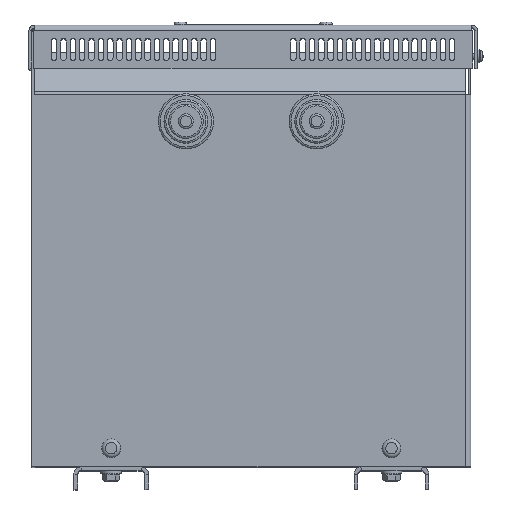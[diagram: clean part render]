
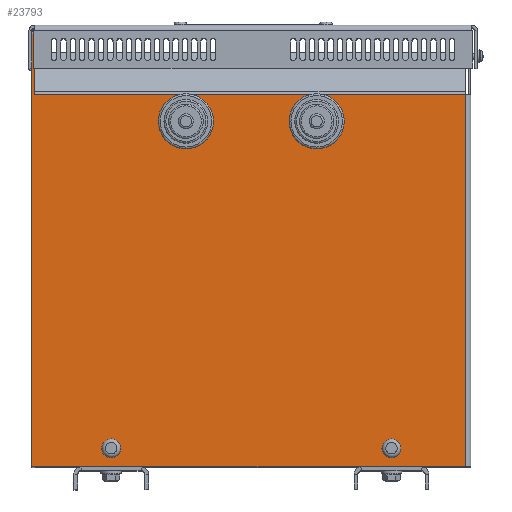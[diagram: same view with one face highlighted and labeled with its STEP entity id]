
A CAD part, top view. The second image highlights one B-rep face of the part: STEP entity #23793.
In plain terms, the highlighted planar face has unit normal (0, 0, 1).
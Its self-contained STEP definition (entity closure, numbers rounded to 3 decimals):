
#1921=LINE('',#38201,#4305);
#1931=LINE('',#38225,#4315);
#1932=LINE('',#38227,#4316);
#1933=LINE('',#38229,#4317);
#1934=LINE('',#38231,#4318);
#1935=LINE('',#38232,#4319);
#4305=VECTOR('',#30742,10.);
#4315=VECTOR('',#30770,10.);
#4316=VECTOR('',#30771,10.);
#4317=VECTOR('',#30772,10.);
#4318=VECTOR('',#30773,10.);
#4319=VECTOR('',#30774,10.);
#5742=PLANE('',#25985);
#6163=FACE_BOUND('',#8479,.T.);
#6164=FACE_BOUND('',#8480,.T.);
#6165=FACE_BOUND('',#8481,.T.);
#6166=FACE_BOUND('',#8482,.T.);
#7114=FACE_OUTER_BOUND('',#8478,.T.);
#8478=EDGE_LOOP('',(#19558,#19559,#19560,#19561,#19562,#19563));
#8479=EDGE_LOOP('',(#19564));
#8480=EDGE_LOOP('',(#19565));
#8481=EDGE_LOOP('',(#19566));
#8482=EDGE_LOOP('',(#19567));
#9735=CIRCLE('',#25986,11.);
#9736=CIRCLE('',#25987,11.);
#9737=CIRCLE('',#25988,2.5);
#9738=CIRCLE('',#25989,2.5);
#11487=VERTEX_POINT('',#38197);
#11488=VERTEX_POINT('',#38199);
#11493=VERTEX_POINT('',#38224);
#11494=VERTEX_POINT('',#38226);
#11495=VERTEX_POINT('',#38228);
#11496=VERTEX_POINT('',#38230);
#11497=VERTEX_POINT('',#38233);
#11498=VERTEX_POINT('',#38235);
#11499=VERTEX_POINT('',#38237);
#11500=VERTEX_POINT('',#38239);
#14351=EDGE_CURVE('',#11487,#11488,#1921,.T.);
#14363=EDGE_CURVE('',#11493,#11488,#1931,.T.);
#14364=EDGE_CURVE('',#11494,#11493,#1932,.T.);
#14365=EDGE_CURVE('',#11494,#11495,#1933,.T.);
#14366=EDGE_CURVE('',#11495,#11496,#1934,.T.);
#14367=EDGE_CURVE('',#11496,#11487,#1935,.T.);
#14368=EDGE_CURVE('',#11497,#11497,#9735,.T.);
#14369=EDGE_CURVE('',#11498,#11498,#9736,.T.);
#14370=EDGE_CURVE('',#11499,#11499,#9737,.T.);
#14371=EDGE_CURVE('',#11500,#11500,#9738,.T.);
#19558=ORIENTED_EDGE('',*,*,#14351,.T.);
#19559=ORIENTED_EDGE('',*,*,#14363,.F.);
#19560=ORIENTED_EDGE('',*,*,#14364,.F.);
#19561=ORIENTED_EDGE('',*,*,#14365,.T.);
#19562=ORIENTED_EDGE('',*,*,#14366,.T.);
#19563=ORIENTED_EDGE('',*,*,#14367,.T.);
#19564=ORIENTED_EDGE('',*,*,#14368,.T.);
#19565=ORIENTED_EDGE('',*,*,#14369,.T.);
#19566=ORIENTED_EDGE('',*,*,#14370,.T.);
#19567=ORIENTED_EDGE('',*,*,#14371,.T.);
#23793=ADVANCED_FACE('',(#7114,#6163,#6164,#6165,#6166),#5742,.T.);
#25985=AXIS2_PLACEMENT_3D('',#38223,#30768,#30769);
#25986=AXIS2_PLACEMENT_3D('',#38234,#30775,#30776);
#25987=AXIS2_PLACEMENT_3D('',#38236,#30777,#30778);
#25988=AXIS2_PLACEMENT_3D('',#38238,#30779,#30780);
#25989=AXIS2_PLACEMENT_3D('',#38240,#30781,#30782);
#30742=DIRECTION('',(-1.,0.,0.));
#30768=DIRECTION('center_axis',(0.,0.,1.));
#30769=DIRECTION('ref_axis',(1.,0.,0.));
#30770=DIRECTION('',(0.,1.,0.));
#30771=DIRECTION('',(-1.,0.,0.));
#30772=DIRECTION('',(0.,1.,0.));
#30773=DIRECTION('',(-1.,0.,0.));
#30774=DIRECTION('',(0.,1.,0.));
#30775=DIRECTION('center_axis',(0.,0.,-1.));
#30776=DIRECTION('ref_axis',(1.,0.,0.));
#30777=DIRECTION('center_axis',(0.,0.,-1.));
#30778=DIRECTION('ref_axis',(1.,0.,0.));
#30779=DIRECTION('center_axis',(0.,0.,-1.));
#30780=DIRECTION('ref_axis',(-1.,0.,0.));
#30781=DIRECTION('center_axis',(0.,0.,-1.));
#30782=DIRECTION('ref_axis',(-1.,0.,0.));
#38197=CARTESIAN_POINT('',(1.5,232.,1.5));
#38199=CARTESIAN_POINT('',(0.,232.,1.5));
#38201=CARTESIAN_POINT('',(59.5,232.,1.5));
#38223=CARTESIAN_POINT('Origin',(117.5,100.,1.5));
#38224=CARTESIAN_POINT('',(0.,0.,1.5));
#38225=CARTESIAN_POINT('',(0.,200.,1.5));
#38226=CARTESIAN_POINT('',(232.,0.,1.5));
#38227=CARTESIAN_POINT('',(0.,0.,1.5));
#38228=CARTESIAN_POINT('',(232.,199.196,1.5));
#38229=CARTESIAN_POINT('',(232.,50.,1.5));
#38230=CARTESIAN_POINT('',(1.5,199.196,1.5));
#38231=CARTESIAN_POINT('',(174.75,199.196,1.5));
#38232=CARTESIAN_POINT('',(1.5,149.598,1.5));
#38233=CARTESIAN_POINT('',(93.5,185.,1.5));
#38234=CARTESIAN_POINT('Origin',(82.5,185.,1.5));
#38235=CARTESIAN_POINT('',(163.5,185.,1.5));
#38236=CARTESIAN_POINT('Origin',(152.5,185.,1.5));
#38237=CARTESIAN_POINT('',(195.,10.,1.5));
#38238=CARTESIAN_POINT('Origin',(192.5,10.,1.5));
#38239=CARTESIAN_POINT('',(45.,10.,1.5));
#38240=CARTESIAN_POINT('Origin',(42.5,10.,1.5));
